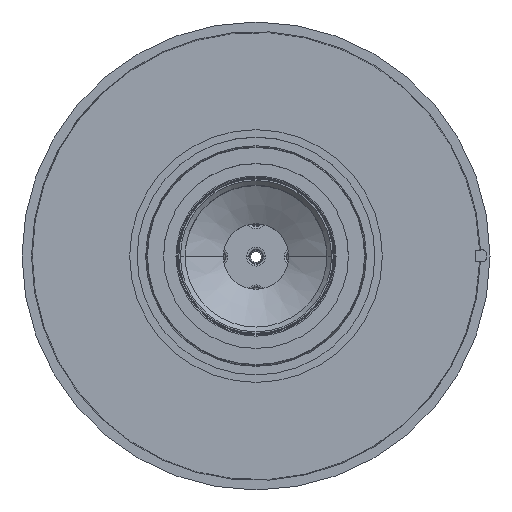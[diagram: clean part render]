
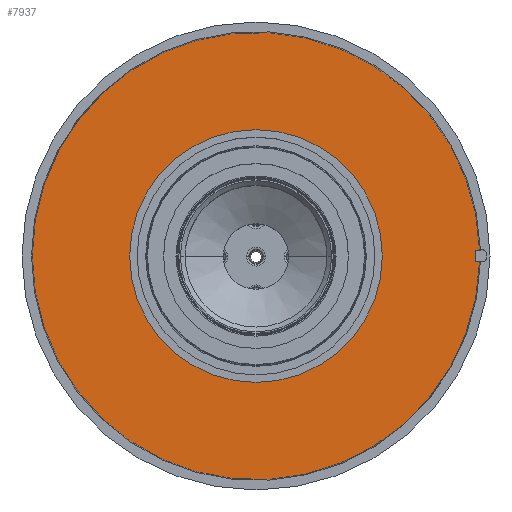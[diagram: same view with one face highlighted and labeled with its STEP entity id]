
A CAD part, top view. The second image highlights one B-rep face of the part: STEP entity #7937.
In plain terms, the highlighted face is planar.
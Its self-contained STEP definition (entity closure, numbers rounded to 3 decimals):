
#7108=DIRECTION('',(1.,0.001,0.));
#7109=VECTOR('',#7108,0.492);
#7110=CARTESIAN_POINT('',(-23.892,0.6,4.5));
#7111=LINE('',#7110,#7109);
#7129=DIRECTION('',(0.,-1.,0.));
#7130=VECTOR('',#7129,1.2);
#7131=CARTESIAN_POINT('',(-23.4,0.6,4.5));
#7132=LINE('',#7131,#7130);
#7143=DIRECTION('',(-1.,0.001,0.));
#7144=VECTOR('',#7143,0.492);
#7145=CARTESIAN_POINT('',(-23.4,-0.6,4.5));
#7146=LINE('',#7145,#7144);
#7150=CARTESIAN_POINT('',(0.,0.,4.5));
#7151=DIRECTION('',(0.,0.,-1.));
#7152=DIRECTION('',(-0.059,-0.998,0.));
#7153=AXIS2_PLACEMENT_3D('',#7150,#7151,#7152);
#7158=CARTESIAN_POINT('',(0.,0.,4.5));
#7159=DIRECTION('',(0.,0.,-1.));
#7160=DIRECTION('',(1.,0.,0.));
#7161=AXIS2_PLACEMENT_3D('',#7158,#7159,#7160);
#7166=CARTESIAN_POINT('',(0.,0.,
4.5));
#7167=DIRECTION('',(0.,0.,-1.));
#7168=DIRECTION('',(-0.059,0.998,0.));
#7169=AXIS2_PLACEMENT_3D('',#7166,#7167,#7168);
#7174=CARTESIAN_POINT('',(0.,0.,
4.5));
#7175=DIRECTION('',(0.,0.,-1.));
#7176=DIRECTION('',(-1.,0.025,0.));
#7177=AXIS2_PLACEMENT_3D('',#7174,#7175,#7176);
#7182=CARTESIAN_POINT('',(0.,0.,4.5));
#7183=DIRECTION('',(0.,0.,1.));
#7184=DIRECTION('',(1.,0.,0.));
#7185=AXIS2_PLACEMENT_3D('',#7182,#7183,#7184);
#7190=CARTESIAN_POINT('',(0.,0.,4.5));
#7191=DIRECTION('',(0.,0.,1.));
#7192=DIRECTION('',(-1.,0.,0.));
#7193=AXIS2_PLACEMENT_3D('',#7190,#7191,#7192);
#7360=CARTESIAN_POINT('',(-23.4,0.6,4.5));
#7361=VERTEX_POINT('',#7360);
#7362=CARTESIAN_POINT('',(-23.4,-0.6,4.5));
#7363=VERTEX_POINT('',#7362);
#7364=CARTESIAN_POINT('',(-23.892,0.6,4.5));
#7365=VERTEX_POINT('',#7364);
#7366=CARTESIAN_POINT('',(-23.892,-0.6,4.5));
#7367=VERTEX_POINT('',#7366);
#7369=CARTESIAN_POINT('',(23.9,0.,4.5));
#7371=VERTEX_POINT('',#7369);
#7374=CARTESIAN_POINT('',(-1.409,-23.858,
4.5));
#7375=VERTEX_POINT('',#7374);
#7376=CARTESIAN_POINT('',(-1.409,23.858,4.5));
#7377=VERTEX_POINT('',#7376);
#7420=CARTESIAN_POINT('',(-13.5,0.,4.5));
#7422=VERTEX_POINT('',#7420);
#7424=CARTESIAN_POINT('',(13.5,0.,4.5));
#7426=VERTEX_POINT('',#7424);
#7917=CARTESIAN_POINT('',(0.004,0.,4.5));
#7918=DIRECTION('',(0.,0.,-1.));
#7919=DIRECTION('',(0.,-1.,0.));
#7920=AXIS2_PLACEMENT_3D('',#7917,#7918,#7919);
#7921=PLANE('',#7920);
#7922=ORIENTED_EDGE('',*,*,#7911,.T.);
#7923=ORIENTED_EDGE('',*,*,#7826,.F.);
#7924=ORIENTED_EDGE('',*,*,#7824,.F.);
#7925=ORIENTED_EDGE('',*,*,#7852,.F.);
#7926=ORIENTED_EDGE('',*,*,#7850,.F.);
#7927=ORIENTED_EDGE('',*,*,#7884,.T.);
#7928=ORIENTED_EDGE('',*,*,#7898,.T.);
#7929=EDGE_LOOP('',(#7922,#7923,#7924,#7925,#7926,#7927,#7928));
#7930=FACE_OUTER_BOUND('',#7929,.F.);
#7932=ORIENTED_EDGE('',*,*,#7931,.F.);
#7934=ORIENTED_EDGE('',*,*,#7933,.F.);
#7935=EDGE_LOOP('',(#7932,#7934));
#7936=FACE_BOUND('',#7935,.F.);
#7937=ADVANCED_FACE('',(#7930,#7936),#7921,.T.);
#7154=CIRCLE('',#7153,23.9);
#7162=CIRCLE('',#7161,23.9);
#7170=CIRCLE('',#7169,23.9);
#7178=CIRCLE('',#7177,23.9);
#7186=CIRCLE('',#7185,13.5);
#7194=CIRCLE('',#7193,13.5);
#7824=EDGE_CURVE('',#7371,#7375,#7162,.T.);
#7826=EDGE_CURVE('',#7375,#7367,#7154,.T.);
#7850=EDGE_CURVE('',#7365,#7377,#7178,.T.);
#7852=EDGE_CURVE('',#7377,#7371,#7170,.T.);
#7884=EDGE_CURVE('',#7365,#7361,#7111,.T.);
#7898=EDGE_CURVE('',#7361,#7363,#7132,.T.);
#7911=EDGE_CURVE('',#7363,#7367,#7146,.T.);
#7931=EDGE_CURVE('',#7426,#7422,#7186,.T.);
#7933=EDGE_CURVE('',#7422,#7426,#7194,.T.);
